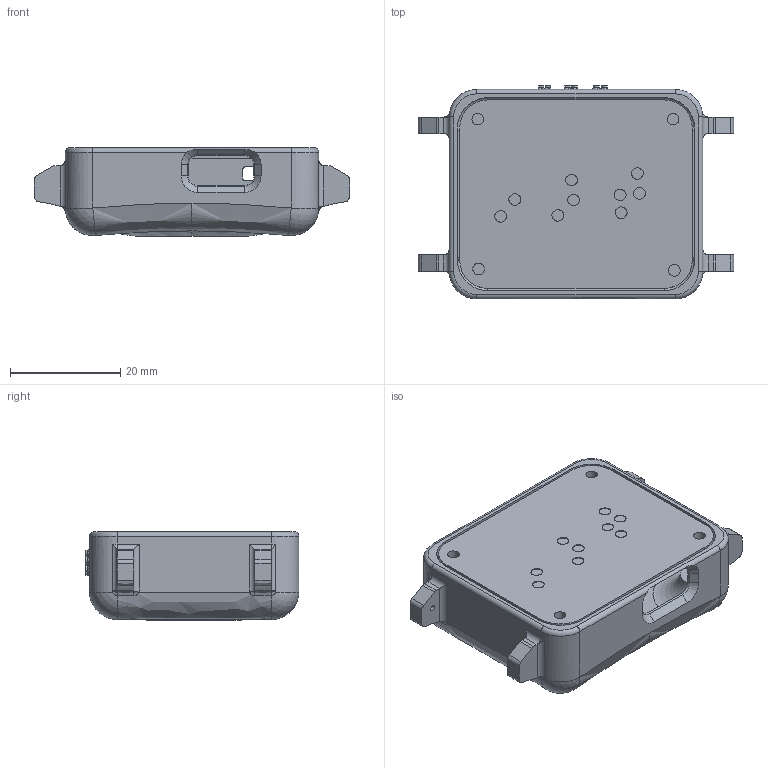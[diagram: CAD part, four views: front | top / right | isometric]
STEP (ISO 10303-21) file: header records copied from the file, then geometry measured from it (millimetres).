
FILE_DESCRIPTION(/* description */ ('','CAx-IF Rec.Pracs.---Representation and Presentation of Product Manufacturing Information (PMI)---4.0---2014-10-13'),/* implementation_level */ '2;1');
FILE_NAME(/* name */ 'TSI Wrist Band (STEP).step',/* time_stamp */ '2025-02-16T09:49:45+05:30',/* author */ (''),/* organization */ (''),/* preprocessor_version */ 'ST-DEVELOPER v20',/* originating_system */ 'Autodesk Translation Framework v13.20.0.188',/* authorisation */ '');
FILE_SCHEMA (('AP242_MANAGED_MODEL_BASED_3D_ENGINEERING_MIM_LF { 1 0 10303 442 1 1 4 }'));
Length unit declared in the file: millimetre
Products named in the file (1): TSI Wrist Band
Bounding box: 57.2 x 38.8 x 16 mm (x, y, z)
Volume: 10860.8 mm3; surface area: 11578.3 mm2
Topology: 2 solids, 2 shells, 415 faces, 964 edges, 576 vertices
Faces by surface type: bspline 208, plane 95, cylinder 80, torus 24, sphere 4, cone 4
Full cylindrical faces by diameter (mm): 1 x4, 2.1 x4, 4 x4
Entity records: 27378 total; most frequent: CARTESIAN_POINT 19347, ORIENTED_EDGE 1924, DIRECTION 1201, EDGE_CURVE 962, VERTEX_POINT 576, EDGE_LOOP 452, AXIS2_PLACEMENT_3D 444, FACE_OUTER_BOUND 415
